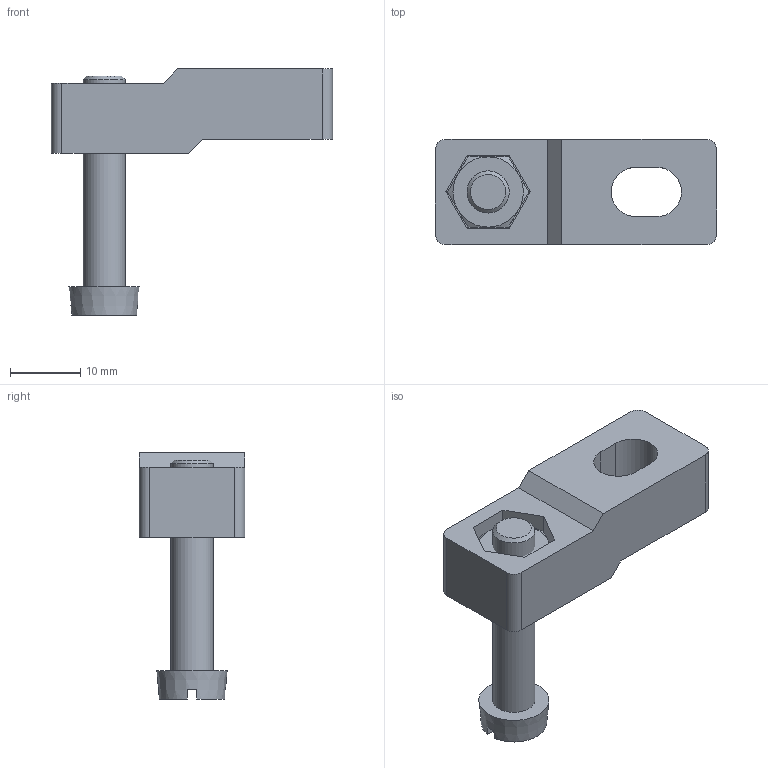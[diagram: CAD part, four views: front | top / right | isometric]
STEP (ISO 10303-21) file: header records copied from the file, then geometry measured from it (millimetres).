
FILE_DESCRIPTION (( 'STEP AP214' ), '1' );
FILE_NAME ('DUMTGKIT.STEP', '2019-07-09T19:11:37', ( '' ), ( '' ), 'SwSTEP 2.0', 'SolidWorks 2018', '' );
FILE_SCHEMA (( 'AUTOMOTIVE_DESIGN' ));
Length unit declared in the file: inch
Products named in the file (1): DUMTGKIT
Bounding box: 40 x 15 x 35 mm (x, y, z)
Volume: 6198.7 mm3; surface area: 3880.8 mm2
Topology: 3 solids, 3 shells, 57 faces, 135 edges, 86 vertices
Faces by surface type: plane 34, cone 14, cylinder 9
Full cylindrical faces by diameter (mm): 4.917 x1, 6 x1, 6.2 x1
Entity records: 2429 total; most frequent: CARTESIAN_POINT 354, ORIENTED_EDGE 256, DIRECTION 252, EDGE_CURVE 128, AXIS2_PLACEMENT_3D 94, VERTEX_POINT 84, EDGE_LOOP 70, LINE 64
